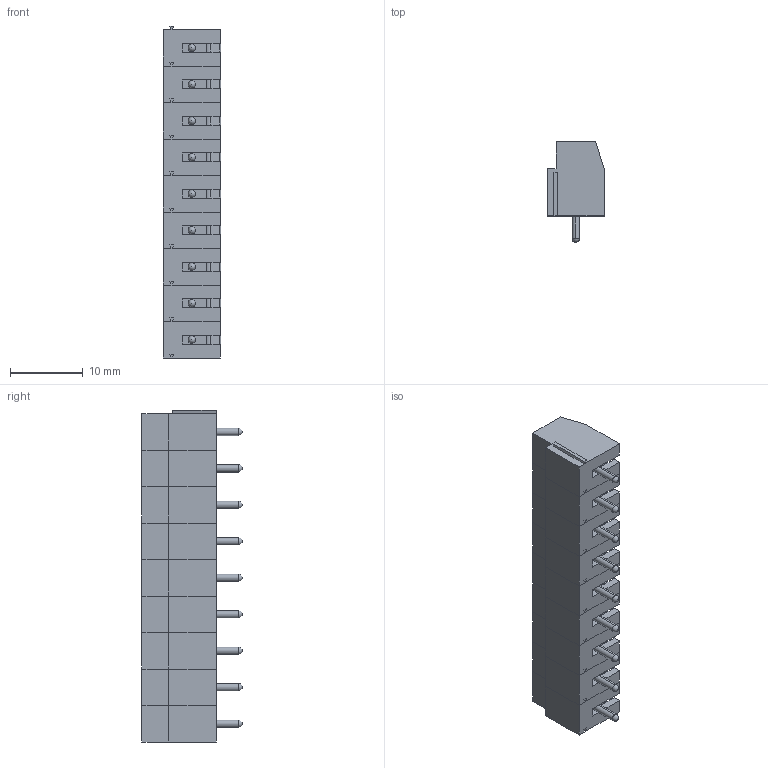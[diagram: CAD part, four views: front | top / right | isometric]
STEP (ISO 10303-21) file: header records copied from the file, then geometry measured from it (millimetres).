
FILE_DESCRIPTION (( 'STEP AP214' ), '1' );
FILE_NAME ('TBLOCK-9PIN-5mm pitch.STEP', '2020-06-29T08:21:57', ( '' ), ( '' ), 'SwSTEP 2.0', 'SolidWorks 2018', '' );
FILE_SCHEMA (( 'AUTOMOTIVE_DESIGN' ));
Length unit declared in the file: millimetre
Products named in the file (4): Inner; Screw; Outter; TBLOCK-9PIN-5mm pitch
Assembly tree (27 placements, depth 2):
  TBLOCK-9PIN-5mm pitch
    Outter  x9
    Screw  x9
    Inner  x9
Bounding box: 7.87 x 13.75 x 45.5 mm (x, y, z)
Volume: 2533.6 mm3; surface area: 6717.1 mm2
Topology: 27 solids, 27 shells, 1485 faces, 3726 edges, 2223 vertices
Faces by surface type: plane 603, cylinder 387, bspline 252, torus 117, sphere 99, cone 27
Entity records: 5749 total; most frequent: CARTESIAN_POINT 1773, ORIENTED_EDGE 802, DIRECTION 779, EDGE_CURVE 401, AXIS2_PLACEMENT_3D 291, VERTEX_POINT 245, LINE 197, VECTOR 197
